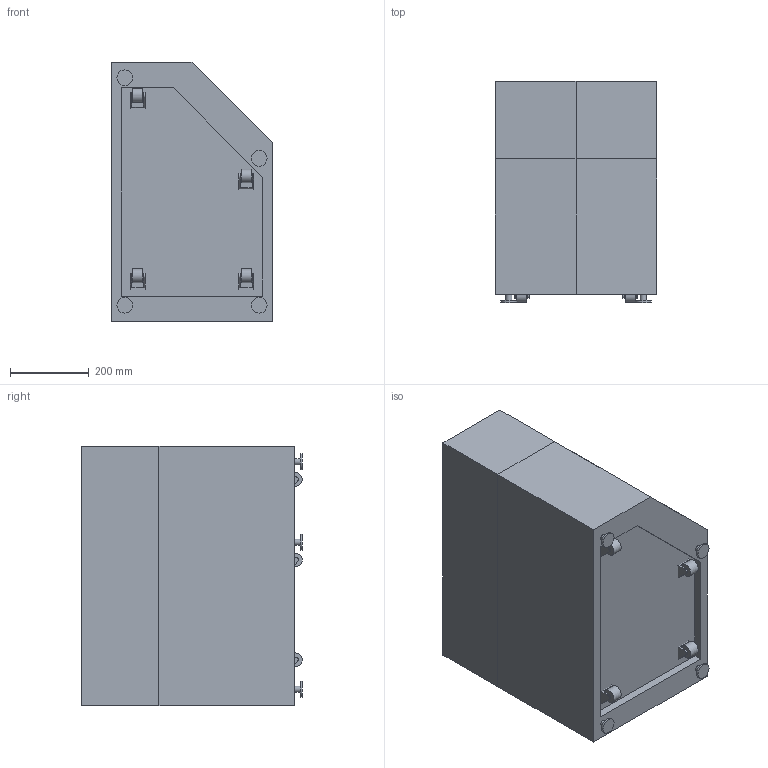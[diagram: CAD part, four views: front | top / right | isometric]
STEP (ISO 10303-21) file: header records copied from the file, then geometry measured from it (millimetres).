
FILE_DESCRIPTION (( 'STEP AP214' ), '1' );
FILE_NAME ('EU356621_Caleo Eckmodul Neutral S-41-66 rechts.STEP', '2022-04-13T09:56:57', ( '' ), ( '' ), 'SwSTEP 2.0', 'SolidWorks 2017', '' );
FILE_SCHEMA (( 'AUTOMOTIVE_DESIGN' ));
Length unit declared in the file: millimetre
Products named in the file (1): EU356621_Caleo Eckmodul Neutral S-41-66 rechts
Bounding box: 410 x 562 x 661.5 mm (x, y, z)
Volume: 104444563.9 mm3; surface area: 2476355.6 mm2
Topology: 18 solids, 18 shells, 102 faces, 192 edges, 128 vertices
Faces by surface type: plane 82, cylinder 20
Full cylindrical faces by diameter (mm): 16 x4, 35 x4, 40 x4
Entity records: 2663 total; most frequent: DIRECTION 426, CARTESIAN_POINT 411, ORIENTED_EDGE 360, EDGE_CURVE 180, AXIS2_PLACEMENT_3D 143, LINE 140, VECTOR 140, VERTEX_POINT 128
